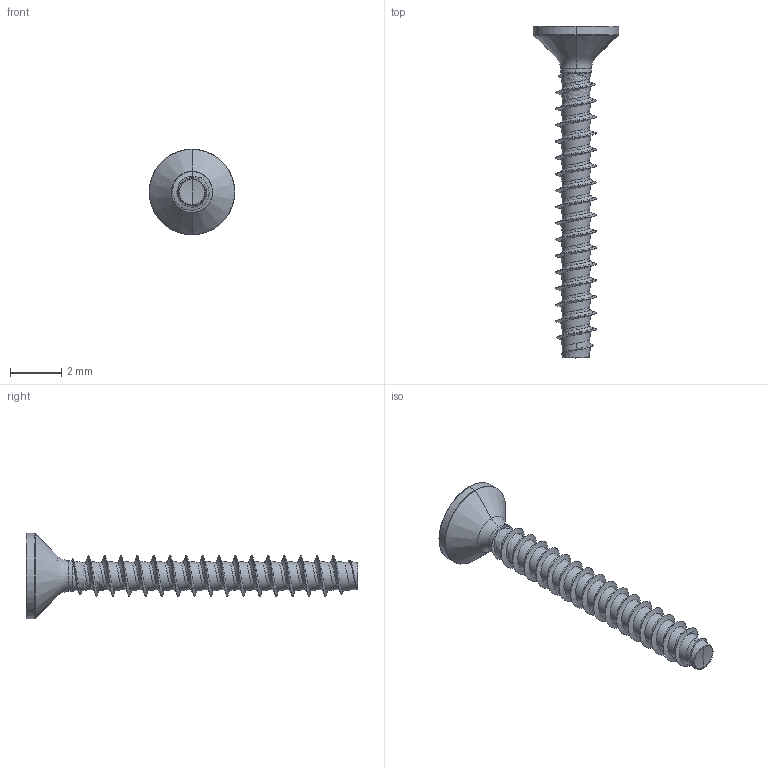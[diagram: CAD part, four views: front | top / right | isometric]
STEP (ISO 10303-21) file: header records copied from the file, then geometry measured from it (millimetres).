
FILE_DESCRIPTION (( 'STEP AP203' ), '1' );
FILE_NAME ('STP410160130.STEP', '2017-08-16T13:20:45', ( '' ), ( '' ), 'SwSTEP 2.0', 'SolidWorks 2015', '' );
FILE_SCHEMA (( 'CONFIG_CONTROL_DESIGN' ));
Length unit declared in the file: millimetre
Products named in the file (1): STP410160130
Bounding box: 3.35 x 13 x 3.35 mm (x, y, z)
Volume: 19.4 mm3; surface area: 93.7 mm2
Topology: 1 solids, 1 shells, 116 faces, 296 edges, 182 vertices
Faces by surface type: cylinder 59, bspline 35, cone 12, torus 6, sphere 2, plane 2
Entity records: 20819 total; most frequent: CARTESIAN_POINT 18402, ORIENTED_EDGE 588, DIRECTION 355, EDGE_CURVE 294, VERTEX_POINT 182, AXIS2_PLACEMENT_3D 140, B_SPLINE_CURVE_WITH_KNOTS 126, EDGE_LOOP 118
